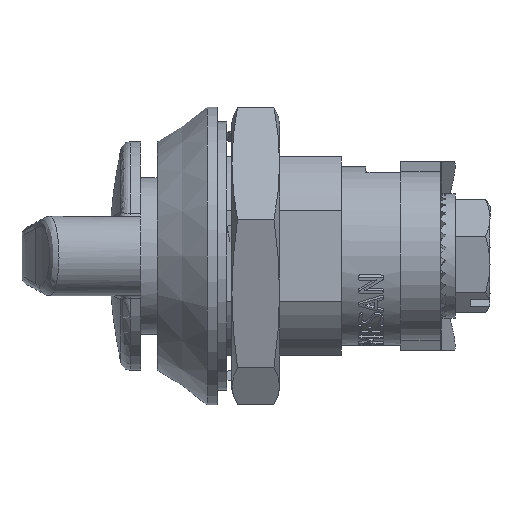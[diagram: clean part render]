
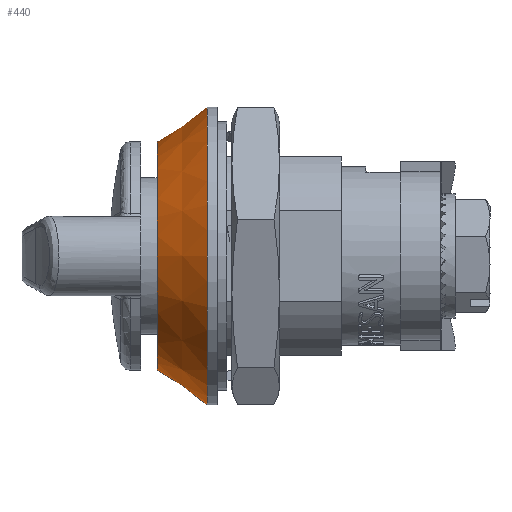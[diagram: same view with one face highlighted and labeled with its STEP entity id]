
A CAD part, left-side view. The second image highlights one B-rep face of the part: STEP entity #440.
In plain terms, the highlighted conical face has half-angle 34.992 degrees and reference radius 15 mm.
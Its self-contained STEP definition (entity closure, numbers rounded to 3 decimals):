
#440=ADVANCED_FACE('',(#1083,#1084),#1085,.T.);
#1083=FACE_OUTER_BOUND('',#2261,.T.);
#1084=FACE_BOUND('',#2262,.T.);
#1085=CONICAL_SURFACE('',#2263,15.0,0.611);
#2261=EDGE_LOOP('',(#10263));
#2262=EDGE_LOOP('',(#10264));
#2263=AXIS2_PLACEMENT_3D('',#10265,#10266,#10267);
#10263=ORIENTED_EDGE('',*,*,#13724,.F.);
#10264=ORIENTED_EDGE('',*,*,#13663,.T.);
#10265=CARTESIAN_POINT('',(0.,-5.0,0.0));
#10266=DIRECTION('',(0.,-1.0,0.0));
#10267=DIRECTION('',(1.0,0.,0.0));
#13663=EDGE_CURVE('',#15652,#15652,#15653,.T.);
#13724=EDGE_CURVE('',#15756,#15756,#15757,.T.);
#15652=VERTEX_POINT('',#20145);
#15653=CIRCLE('',#20146,11.5);
#15756=VERTEX_POINT('',#20382);
#15757=CIRCLE('',#20383,15.0);
#20145=CARTESIAN_POINT('',(11.5,0.,0.0));
#20146=AXIS2_PLACEMENT_3D('',#25318,#25319,#25320);
#20382=CARTESIAN_POINT('',(15.0,-5.0,0.0));
#20383=AXIS2_PLACEMENT_3D('',#25394,#25395,#25396);
#25318=CARTESIAN_POINT('',(0.,0.0,0.0));
#25319=DIRECTION('',(0.,-1.0,0.0));
#25320=DIRECTION('',(1.0,0.,0.0));
#25394=CARTESIAN_POINT('',(0.,-5.0,0.0));
#25395=DIRECTION('',(0.,-1.0,0.0));
#25396=DIRECTION('',(1.0,0.,0.0));
